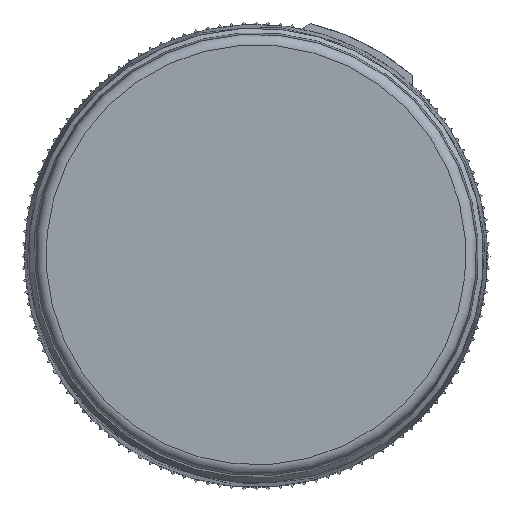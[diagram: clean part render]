
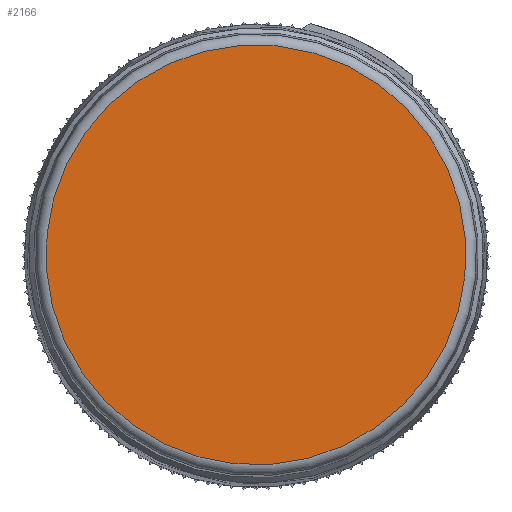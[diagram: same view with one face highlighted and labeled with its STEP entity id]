
A CAD part, top view. The second image highlights one B-rep face of the part: STEP entity #2166.
In plain terms, the highlighted planar face has unit normal (0, 0, 1).
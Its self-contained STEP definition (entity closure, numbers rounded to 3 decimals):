
#957=FACE_OUTER_BOUND('',#3931,.T.);
#2166=ADVANCED_FACE('',(#957),#3397,.F.);
#3397=PLANE('',#21459);
#3931=EDGE_LOOP('',(#7652));
#6676=CIRCLE('',#21458,19.393);
#7652=ORIENTED_EDGE('',*,*,#16236,.T.);
#14186=VERTEX_POINT('',#28402);
#16236=EDGE_CURVE('',#14186,#14186,#6676,.T.);
#21458=AXIS2_PLACEMENT_3D('',#28401,#23357,#23358);
#21459=AXIS2_PLACEMENT_3D('',#28403,#23359,#23360);
#23357=DIRECTION('',(0.,0.,1.));
#23358=DIRECTION('',(-0.997,-0.074,0.));
#23359=DIRECTION('',(0.,0.,-1.));
#23360=DIRECTION('',(-0.997,-0.074,0.));
#28401=CARTESIAN_POINT('',(0.,0.,
39.9));
#28402=CARTESIAN_POINT('',(-19.34,-1.435,39.9));
#28403=CARTESIAN_POINT('',(-1.506,20.294,39.9));
